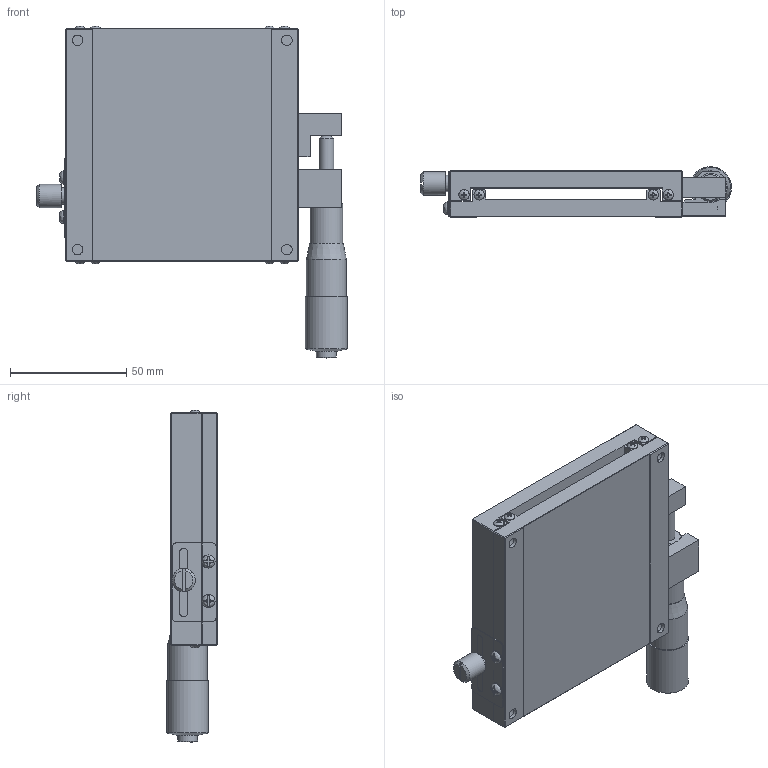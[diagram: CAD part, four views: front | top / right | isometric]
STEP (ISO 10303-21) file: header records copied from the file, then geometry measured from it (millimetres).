
FILE_DESCRIPTION (( 'STEP AP203' ), '1' );
FILE_NAME ('516406.STEP', '2025-11-21T06:21:16', ( 'Windows User' ), ( 'P R C' ), 'SwSTEP 2.0', 'SolidWorks 2020', '' );
FILE_SCHEMA (( 'CONFIG_CONTROL_DESIGN' ));
Length unit declared in the file: millimetre
Products named in the file (1): 516406
Bounding box: 133.6 x 21.8 x 142.78 mm (x, y, z)
Volume: 181155 mm3; surface area: 60091.1 mm2
Topology: 3 solids, 3 shells, 424 faces, 1145 edges, 750 vertices
Faces by surface type: plane 275, cylinder 95, cone 38, sphere 9, torus 4, bspline 3
Full cylindrical faces by diameter (mm): 3 x1, 3.242 x16, 4.5 x12, 5.1 x2, 5.6 x6, 6.1 x2, 6.35 x1, 7 x1, 8 x4, 8.6 x1, 9.998 x1, 10 x1, 10.5 x1, 12 x1, 14 x1, 17.2 x1, 18 x1
Entity records: 13103 total; most frequent: CARTESIAN_POINT 3293, DIRECTION 2017, ORIENTED_EDGE 1882, EDGE_CURVE 941, AXIS2_PLACEMENT_3D 718, VERTEX_POINT 658, VECTOR 581, LINE 581
